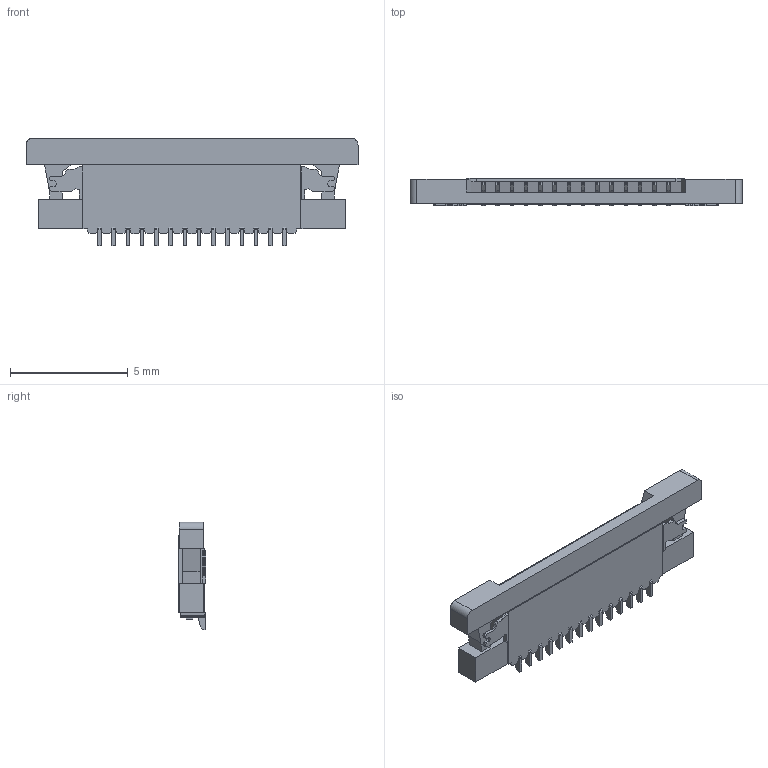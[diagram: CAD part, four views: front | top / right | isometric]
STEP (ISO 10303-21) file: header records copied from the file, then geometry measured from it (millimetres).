
FILE_DESCRIPTION(('FreeCAD Model'),'2;1');
FILE_NAME('Open CASCADE Shape Model','2025-04-28T07:53:01',('FreeCAD'),( 'FreeCAD'),'Open CASCADE STEP processor 7.6','FreeCAD','Unknown');
FILE_SCHEMA(('AUTOMOTIVE_DESIGN { 1 0 10303 214 1 1 1 1 }'));
Length unit declared in the file: millimetre
Products named in the file (1): Open CASCADE STEP translator 7.6 1
Bounding box: 14.1 x 1.17 x 4.57 mm (x, y, z)
Volume: 34.9 mm3; surface area: 294.4 mm2
Topology: 17 solids, 17 shells, 908 faces, 2618 edges, 1744 vertices
Faces by surface type: bspline 908
Entity records: 26590 total; most frequent: CARTESIAN_POINT 10901, ORIENTED_EDGE 5236, EDGE_CURVE 2618, B_SPLINE_CURVE_WITH_KNOTS 2474, VERTEX_POINT 1744, FACE_BOUND 912, EDGE_LOOP 912, ADVANCED_FACE 908
